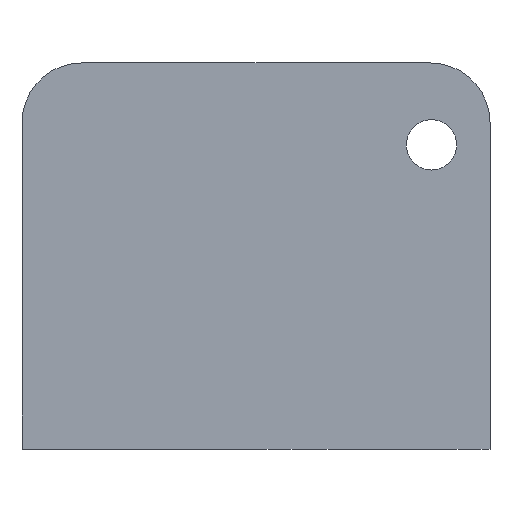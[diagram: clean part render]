
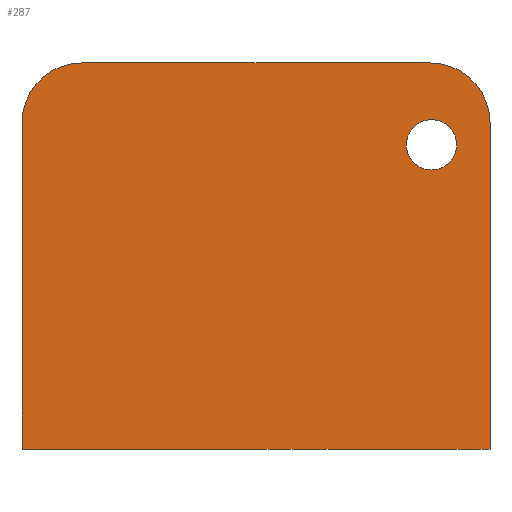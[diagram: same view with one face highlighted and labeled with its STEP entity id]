
A CAD part, left-side view. The second image highlights one B-rep face of the part: STEP entity #287.
In plain terms, the highlighted planar face has unit normal (-1, 0, 0).
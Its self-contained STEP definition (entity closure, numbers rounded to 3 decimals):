
#16=FACE_BOUND('',#56,.T.);
#24=PLANE('',#326);
#39=FACE_OUTER_BOUND('',#55,.T.);
#55=EDGE_LOOP('',(#251,#252,#253,#254,#255,#256));
#56=EDGE_LOOP('',(#257));
#64=LINE('',#428,#93);
#78=LINE('',#463,#107);
#83=LINE('',#479,#112);
#86=LINE('',#487,#115);
#93=VECTOR('',#344,10.);
#107=VECTOR('',#376,10.);
#112=VECTOR('',#393,10.);
#115=VECTOR('',#404,10.);
#122=CIRCLE('',#315,5.095);
#125=CIRCLE('',#321,5.095);
#126=CIRCLE('',#324,2.15);
#133=VERTEX_POINT('',#425);
#134=VERTEX_POINT('',#427);
#144=VERTEX_POINT('',#455);
#146=VERTEX_POINT('',#461);
#149=VERTEX_POINT('',#471);
#151=VERTEX_POINT('',#477);
#152=VERTEX_POINT('',#481);
#160=EDGE_CURVE('',#134,#133,#64,.T.);
#175=EDGE_CURVE('',#144,#133,#122,.T.);
#178=EDGE_CURVE('',#146,#144,#78,.T.);
#182=EDGE_CURVE('',#149,#146,#125,.T.);
#186=EDGE_CURVE('',#151,#149,#83,.T.);
#188=EDGE_CURVE('',#152,#152,#126,.T.);
#190=EDGE_CURVE('',#134,#151,#86,.T.);
#251=ORIENTED_EDGE('',*,*,#175,.F.);
#252=ORIENTED_EDGE('',*,*,#178,.F.);
#253=ORIENTED_EDGE('',*,*,#182,.F.);
#254=ORIENTED_EDGE('',*,*,#186,.F.);
#255=ORIENTED_EDGE('',*,*,#190,.F.);
#256=ORIENTED_EDGE('',*,*,#160,.T.);
#257=ORIENTED_EDGE('',*,*,#188,.T.);
#287=ADVANCED_FACE('',(#39,#16),#24,.T.);
#315=AXIS2_PLACEMENT_3D('',#457,#370,#371);
#321=AXIS2_PLACEMENT_3D('',#472,#386,#387);
#324=AXIS2_PLACEMENT_3D('',#483,#397,#398);
#326=AXIS2_PLACEMENT_3D('',#486,#402,#403);
#344=DIRECTION('',(0.,0.,1.));
#370=DIRECTION('center_axis',(1.,0.,0.));
#371=DIRECTION('ref_axis',(0.,-0.707,0.707));
#376=DIRECTION('',(0.,-1.,0.));
#386=DIRECTION('center_axis',(1.,0.,0.));
#387=DIRECTION('ref_axis',(0.,0.707,0.707));
#393=DIRECTION('',(0.,0.,1.));
#397=DIRECTION('center_axis',(1.,0.,0.));
#398=DIRECTION('ref_axis',(0.,1.,0.));
#402=DIRECTION('center_axis',(-1.,0.,0.));
#403=DIRECTION('ref_axis',(0.,1.,0.));
#404=DIRECTION('',(0.,1.,0.));
#425=CARTESIAN_POINT('',(-3.,0.,24.905));
#427=CARTESIAN_POINT('',(-3.,0.,-3.));
#428=CARTESIAN_POINT('',(-3.,0.,0.));
#455=CARTESIAN_POINT('',(-3.,5.095,30.));
#457=CARTESIAN_POINT('Origin',(-3.,5.095,24.905));
#461=CARTESIAN_POINT('',(-3.,34.905,30.));
#463=CARTESIAN_POINT('',(-3.,40.,30.));
#471=CARTESIAN_POINT('',(-3.,40.,24.905));
#472=CARTESIAN_POINT('Origin',(-3.,34.905,24.905));
#477=CARTESIAN_POINT('',(-3.,40.,-3.));
#479=CARTESIAN_POINT('',(-3.,40.,0.));
#481=CARTESIAN_POINT('',(-3.,2.85,23.));
#483=CARTESIAN_POINT('Origin',(-3.,5.,23.));
#486=CARTESIAN_POINT('Origin',(-3.,0.,0.));
#487=CARTESIAN_POINT('',(-3.,40.,-3.));
